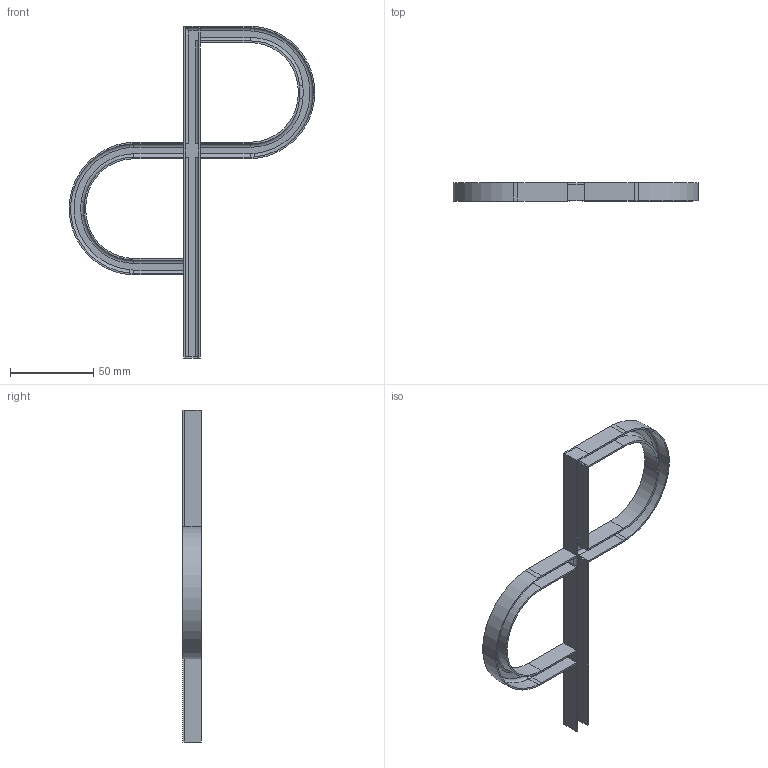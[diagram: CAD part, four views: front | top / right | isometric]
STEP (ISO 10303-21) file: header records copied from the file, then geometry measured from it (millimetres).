
FILE_DESCRIPTION(('FreeCAD Model'),'2;1');
FILE_NAME('Open CASCADE Shape Model','2024-10-27T19:43:29',(''),(''), 'Open CASCADE STEP processor 7.6','FreeCAD','Unknown');
FILE_SCHEMA(('AUTOMOTIVE_DESIGN { 1 0 10303 214 1 1 1 1 }'));
Length unit declared in the file: millimetre
Products named in the file (4): Part; Body; Body001; Body002
Assembly tree (3 placements, depth 2):
  Part
    Body
    Body001
    Body002
Bounding box: 147.69 x 11 x 200 mm (x, y, z)
Volume: 16829.4 mm3; surface area: 32191.9 mm2
Topology: 3 solids, 3 shells, 115 faces, 295 edges, 186 vertices
Faces by surface type: plane 63, cylinder 40, torus 12
Entity records: 7353 total; most frequent: CARTESIAN_POINT 1716, DIRECTION 960, ORIENTED_EDGE 590, PCURVE 590, DEFINITIONAL_REPRESENTATION 590, LINE 517, VECTOR 517, EDGE_CURVE 295
